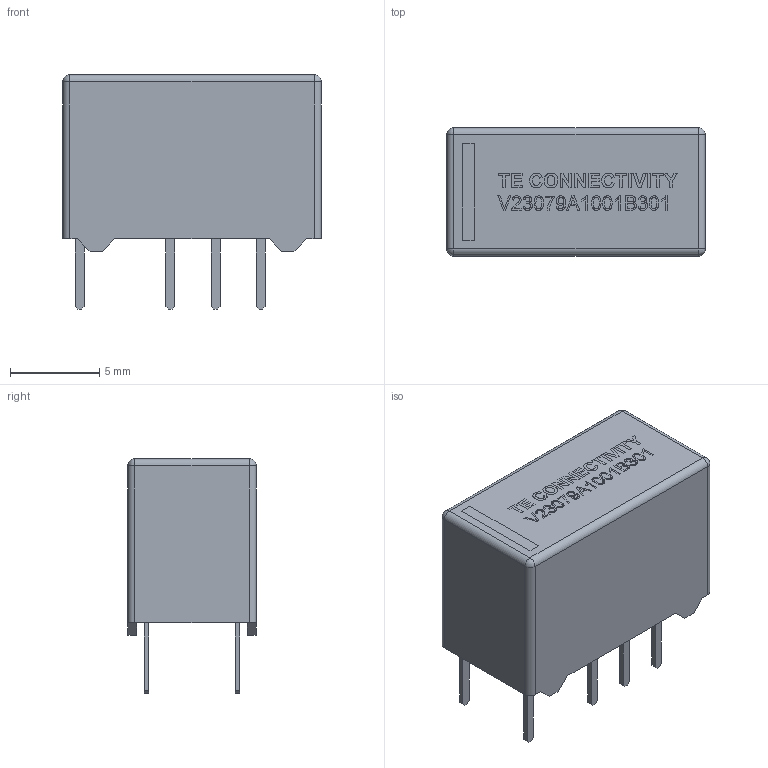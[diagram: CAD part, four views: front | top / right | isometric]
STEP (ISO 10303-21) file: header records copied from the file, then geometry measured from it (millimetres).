
FILE_DESCRIPTION(/* description */ (''),/* implementation_level */ '2;1');
FILE_NAME(/* name */ 'TE Connectivity V23079A1001B301.stp',/* time_stamp */ '2019-04-11T22:54:20-04:00',/* author */ ('Ricardo'),/* organization */ (''),/* preprocessor_version */ 'ST-DEVELOPER v16.5',/* originating_system */ 'Autodesk Inventor 2017',/* authorisation */ '');
FILE_SCHEMA (('AUTOMOTIVE_DESIGN { 1 0 10303 214 3 1 1 }'));
Length unit declared in the file: millimetre
Products named in the file (4): TE Connectivity V23079A1001B301; body; pins; part number
Assembly tree (3 placements, depth 2):
  TE Connectivity V23079A1001B301
    body
    pins
    part number
Bounding box: 14.5 x 7.2 x 13.15 mm (x, y, z)
Volume: 981.1 mm3; surface area: 939.8 mm2
Topology: 11 solids, 11 shells, 443 faces, 1137 edges, 754 vertices
Faces by surface type: plane 290, bspline 141, cylinder 8, sphere 4
Entity records: 14097 total; most frequent: CARTESIAN_POINT 4143, ORIENTED_EDGE 2274, DIRECTION 1499, EDGE_CURVE 1137, LINE 839, VECTOR 839, VERTEX_POINT 754, EDGE_LOOP 481
